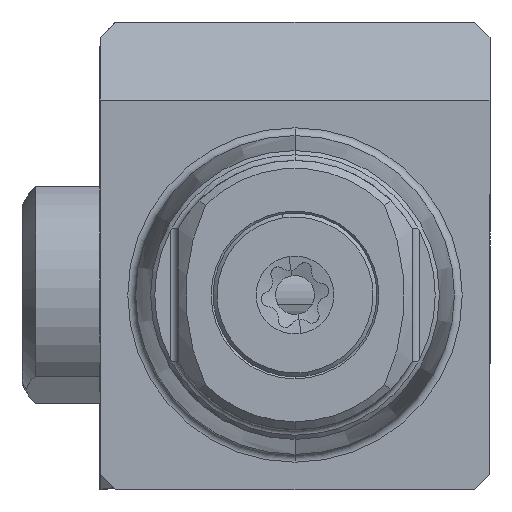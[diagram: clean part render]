
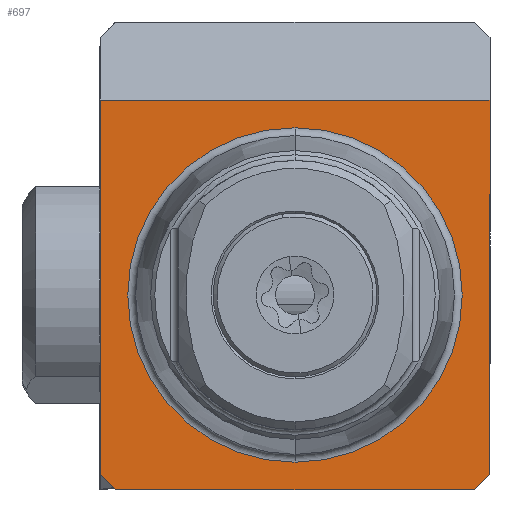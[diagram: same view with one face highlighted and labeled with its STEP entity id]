
A CAD part, left-side view. The second image highlights one B-rep face of the part: STEP entity #697.
In plain terms, the highlighted planar face has unit normal (-1, 0, 0).
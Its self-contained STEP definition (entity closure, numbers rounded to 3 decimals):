
#79 = VECTOR ( 'NONE', #4509, 1000. ) ;
#596 = CARTESIAN_POINT ( 'NONE',  ( 0., 4.6, -5. ) ) ;
#697 = ADVANCED_FACE ( 'NONE', ( #8265, #4705 ), #8087, .F. ) ;
#774 = DIRECTION ( 'NONE',  ( 0., 0., 1. ) ) ;
#852 = ORIENTED_EDGE ( 'NONE', *, *, #2693, .F. ) ;
#904 = AXIS2_PLACEMENT_3D ( 'NONE', #1392, #4013, #4658 ) ;
#1109 = VERTEX_POINT ( 'NONE', #5631 ) ;
#1284 = DIRECTION ( 'NONE',  ( 0., 0., 1. ) ) ;
#1304 = DIRECTION ( 'NONE',  ( 0., 0., 1. ) ) ;
#1392 = CARTESIAN_POINT ( 'NONE',  ( 0., 4.288, 0. ) ) ;
#1406 = EDGE_CURVE ( 'NONE', #4340, #1109, #5735, .T. ) ;
#1436 = EDGE_CURVE ( 'NONE', #4539, #6918, #6107, .T. ) ;
#1777 = CARTESIAN_POINT ( 'NONE',  ( 0., -5., 7. ) ) ;
#1819 = ORIENTED_EDGE ( 'NONE', *, *, #4131, .F. ) ;
#2217 = EDGE_CURVE ( 'NONE', #4340, #7086, #7387, .T. ) ;
#2223 = EDGE_LOOP ( 'NONE', ( #852, #6825, #5860, #7371, #8239, #2428 ) ) ;
#2322 = EDGE_CURVE ( 'NONE', #6297, #7086, #5312, .T. ) ;
#2423 = EDGE_CURVE ( 'NONE', #6297, #4071, #6972, .T. ) ;
#2428 = ORIENTED_EDGE ( 'NONE', *, *, #2423, .T. ) ;
#2528 = LINE ( 'NONE', #5139, #79 ) ;
#2654 = VECTOR ( 'NONE', #8836, 1000. ) ;
#2667 = VECTOR ( 'NONE', #4043, 1000. ) ;
#2687 = CARTESIAN_POINT ( 'NONE',  ( 0., -5., 5. ) ) ;
#2693 = EDGE_CURVE ( 'NONE', #7468, #4071, #2528, .T. ) ;
#2730 = DIRECTION ( 'NONE',  ( 0., -0.707, -0.707 ) ) ;
#3629 = CARTESIAN_POINT ( 'NONE',  ( 0., -4.6, -5. ) ) ;
#3709 = LINE ( 'NONE', #3629, #8225 ) ;
#3962 = VECTOR ( 'NONE', #1284, 1000. ) ;
#3985 = EDGE_LOOP ( 'NONE', ( #1819, #7691 ) ) ;
#4013 = DIRECTION ( 'NONE',  ( 1., 0., 0. ) ) ;
#4043 = DIRECTION ( 'NONE',  ( 0., 1., 0. ) ) ;
#4071 = VERTEX_POINT ( 'NONE', #596 ) ;
#4131 = EDGE_CURVE ( 'NONE', #6918, #4539, #8815, .T. ) ;
#4340 = VERTEX_POINT ( 'NONE', #5710 ) ;
#4378 = DIRECTION ( 'NONE',  ( -1., 0., 0. ) ) ;
#4509 = DIRECTION ( 'NONE',  ( 0., 1., 0. ) ) ;
#4539 = VERTEX_POINT ( 'NONE', #5504 ) ;
#4658 = DIRECTION ( 'NONE',  ( 0., 0., -1. ) ) ;
#4705 = FACE_BOUND ( 'NONE', #3985, .T. ) ;
#5139 = CARTESIAN_POINT ( 'NONE',  ( 0., 5., -5. ) ) ;
#5261 = AXIS2_PLACEMENT_3D ( 'NONE', #8715, #6686, #1304 ) ;
#5312 = LINE ( 'NONE', #6073, #3962 ) ;
#5504 = CARTESIAN_POINT ( 'NONE',  ( 0., 0., -4.288 ) ) ;
#5631 = CARTESIAN_POINT ( 'NONE',  ( 0., -5., -4.6 ) ) ;
#5710 = CARTESIAN_POINT ( 'NONE',  ( 0., -5., 5. ) ) ;
#5735 = LINE ( 'NONE', #1777, #2654 ) ;
#5860 = ORIENTED_EDGE ( 'NONE', *, *, #1406, .F. ) ;
#6044 = CARTESIAN_POINT ( 'NONE',  ( 0., 5., -4.6 ) ) ;
#6073 = CARTESIAN_POINT ( 'NONE',  ( 0., 5., 7. ) ) ;
#6084 = AXIS2_PLACEMENT_3D ( 'NONE', #7638, #4378, #774 ) ;
#6107 = CIRCLE ( 'NONE', #5261, 4.288 ) ;
#6122 = VECTOR ( 'NONE', #2730, 1000. ) ;
#6297 = VERTEX_POINT ( 'NONE', #6044 ) ;
#6686 = DIRECTION ( 'NONE',  ( -1., 0., 0. ) ) ;
#6825 = ORIENTED_EDGE ( 'NONE', *, *, #8114, .T. ) ;
#6918 = VERTEX_POINT ( 'NONE', #6961 ) ;
#6961 = CARTESIAN_POINT ( 'NONE',  ( 0., 0., 4.288 ) ) ;
#6972 = LINE ( 'NONE', #8906, #6122 ) ;
#7086 = VERTEX_POINT ( 'NONE', #7817 ) ;
#7371 = ORIENTED_EDGE ( 'NONE', *, *, #2217, .T. ) ;
#7387 = LINE ( 'NONE', #2687, #2667 ) ;
#7468 = VERTEX_POINT ( 'NONE', #8708 ) ;
#7638 = CARTESIAN_POINT ( 'NONE',  ( 0., 0., 0. ) ) ;
#7691 = ORIENTED_EDGE ( 'NONE', *, *, #1436, .F. ) ;
#7817 = CARTESIAN_POINT ( 'NONE',  ( 0., 5., 5. ) ) ;
#7828 = DIRECTION ( 'NONE',  ( 0., -0.707, 0.707 ) ) ;
#8087 = PLANE ( 'NONE',  #904 ) ;
#8114 = EDGE_CURVE ( 'NONE', #7468, #1109, #3709, .T. ) ;
#8225 = VECTOR ( 'NONE', #7828, 1000. ) ;
#8239 = ORIENTED_EDGE ( 'NONE', *, *, #2322, .F. ) ;
#8265 = FACE_OUTER_BOUND ( 'NONE', #2223, .T. ) ;
#8708 = CARTESIAN_POINT ( 'NONE',  ( 0., -4.6, -5. ) ) ;
#8715 = CARTESIAN_POINT ( 'NONE',  ( 0., 0., 0. ) ) ;
#8815 = CIRCLE ( 'NONE', #6084, 4.288 ) ;
#8836 = DIRECTION ( 'NONE',  ( 0., 0., -1. ) ) ;
#8906 = CARTESIAN_POINT ( 'NONE',  ( 0., 5., -4.6 ) ) ;
